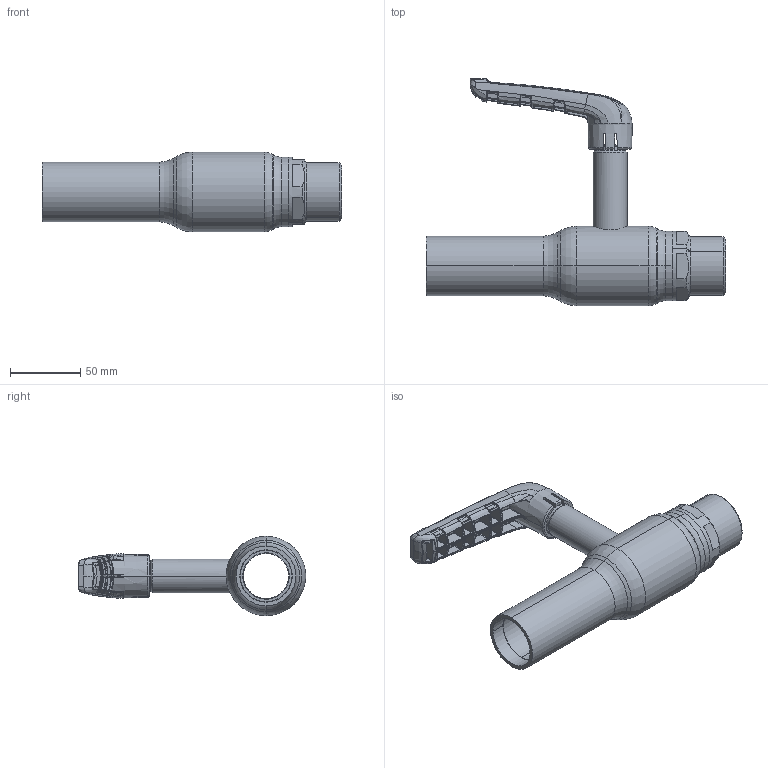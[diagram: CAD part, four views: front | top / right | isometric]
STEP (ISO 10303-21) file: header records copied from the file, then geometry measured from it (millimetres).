
FILE_DESCRIPTION (( 'STEP AP214' ), '1' );
FILE_NAME ('1032003701-2101.step', '2023-09-15T09:45:36', ( '' ), ( '' ), 'SwSTEP 2.0', 'SolidWorks 2021', '' );
FILE_SCHEMA (( 'AUTOMOTIVE_DESIGN' ));
Length unit declared in the file: millimetre
Products named in the file (1): 1032003701-2101
Bounding box: 212.5 x 161.71 x 56.5 mm (x, y, z)
Surface area: 68379.4 mm2 (no closed solid volume)
Topology: 0 solids, 6 shells, 664 faces, 2195 edges, 1423 vertices
Faces by surface type: bspline 539, plane 53, cylinder 28, cone 25, torus 19
Entity records: 53187 total; most frequent: CARTESIAN_POINT 31984, ORIENTED_EDGE 3506, EDGE_CURVE 2193, B_SPLINE_CURVE_WITH_KNOTS 1528, DIRECTION 1438, VERTEX_POINT 1425, EDGE_LOOP 681, UNCERTAINTY_MEASURE_WITH_UNIT 666
